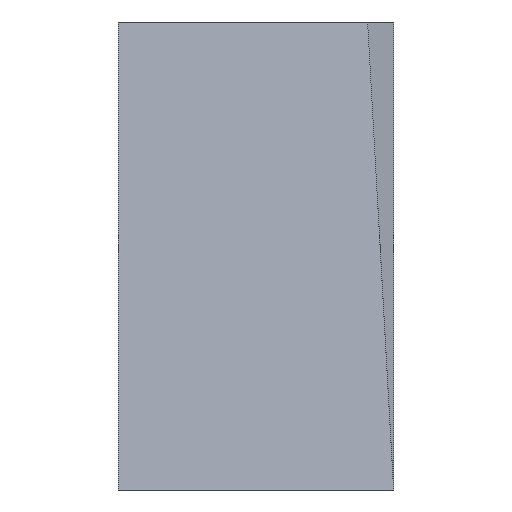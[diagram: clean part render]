
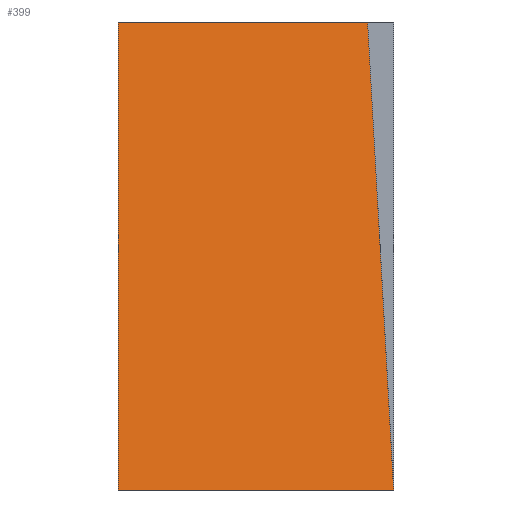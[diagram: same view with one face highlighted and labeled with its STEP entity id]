
A CAD part, left-side view. The second image highlights one B-rep face of the part: STEP entity #399.
In plain terms, the highlighted planar face has unit normal (-0.985, 0, 0.174).
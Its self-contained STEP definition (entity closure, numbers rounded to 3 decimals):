
#4 = CARTESIAN_POINT ( 'NONE',  ( -14.502, -0.001, 8.5 ) ) ;
#12 = DIRECTION ( 'NONE',  ( -0.174, 0., -0.985 ) ) ;
#16 = DIRECTION ( 'NONE',  ( 0.985, 0., -0.174 ) ) ;
#42 = PLANE ( 'NONE',  #241 ) ;
#52 = LINE ( 'NONE', #65, #322 ) ;
#65 = CARTESIAN_POINT ( 'NONE',  ( -17.5, 0., -8.5 ) ) ;
#71 = EDGE_CURVE ( 'NONE', #372, #247, #52, .T. ) ;
#83 = VECTOR ( 'NONE', #406, 1000. ) ;
#116 = CARTESIAN_POINT ( 'NONE',  ( -17.5, 10., -8.5 ) ) ;
#127 = CARTESIAN_POINT ( 'NONE',  ( -14.502, 10., 8.5 ) ) ;
#129 = LINE ( 'NONE', #4, #336 ) ;
#139 = EDGE_CURVE ( 'NONE', #305, #372, #341, .T. ) ;
#154 = ORIENTED_EDGE ( 'NONE', *, *, #282, .T. ) ;
#159 = VECTOR ( 'NONE', #12, 1000. ) ;
#160 = CARTESIAN_POINT ( 'NONE',  ( -17.5, -0.001, -8.5 ) ) ;
#165 = DIRECTION ( 'NONE',  ( 0.173, 0.055, 0.983 ) ) ;
#181 = FACE_OUTER_BOUND ( 'NONE', #201, .T. ) ;
#188 = LINE ( 'NONE', #292, #159 ) ;
#199 = CARTESIAN_POINT ( 'NONE',  ( -17.5, 0., -8.5 ) ) ;
#201 = EDGE_LOOP ( 'NONE', ( #258, #154, #245, #286 ) ) ;
#209 = CARTESIAN_POINT ( 'NONE',  ( -17.5, 10., -8.5 ) ) ;
#212 = DIRECTION ( 'NONE',  ( -0.174, 0., -0.985 ) ) ;
#216 = DIRECTION ( 'NONE',  ( 0., 1., 0. ) ) ;
#241 = AXIS2_PLACEMENT_3D ( 'NONE', #160, #16, #212 ) ;
#245 = ORIENTED_EDGE ( 'NONE', *, *, #386, .T. ) ;
#247 = VERTEX_POINT ( 'NONE', #408 ) ;
#258 = ORIENTED_EDGE ( 'NONE', *, *, #71, .T. ) ;
#265 = VERTEX_POINT ( 'NONE', #127 ) ;
#282 = EDGE_CURVE ( 'NONE', #247, #265, #129, .T. ) ;
#286 = ORIENTED_EDGE ( 'NONE', *, *, #139, .T. ) ;
#292 = CARTESIAN_POINT ( 'NONE',  ( -17.5, 10., -8.5 ) ) ;
#305 = VERTEX_POINT ( 'NONE', #116 ) ;
#322 = VECTOR ( 'NONE', #165, 1000. ) ;
#336 = VECTOR ( 'NONE', #216, 1000. ) ;
#341 = LINE ( 'NONE', #209, #83 ) ;
#372 = VERTEX_POINT ( 'NONE', #199 ) ;
#386 = EDGE_CURVE ( 'NONE', #265, #305, #188, .T. ) ;
#399 = ADVANCED_FACE ( 'NONE', ( #181 ), #42, .F. ) ;
#406 = DIRECTION ( 'NONE',  ( 0., -1., 0. ) ) ;
#408 = CARTESIAN_POINT ( 'NONE',  ( -14.502, 0.947, 8.5 ) ) ;
